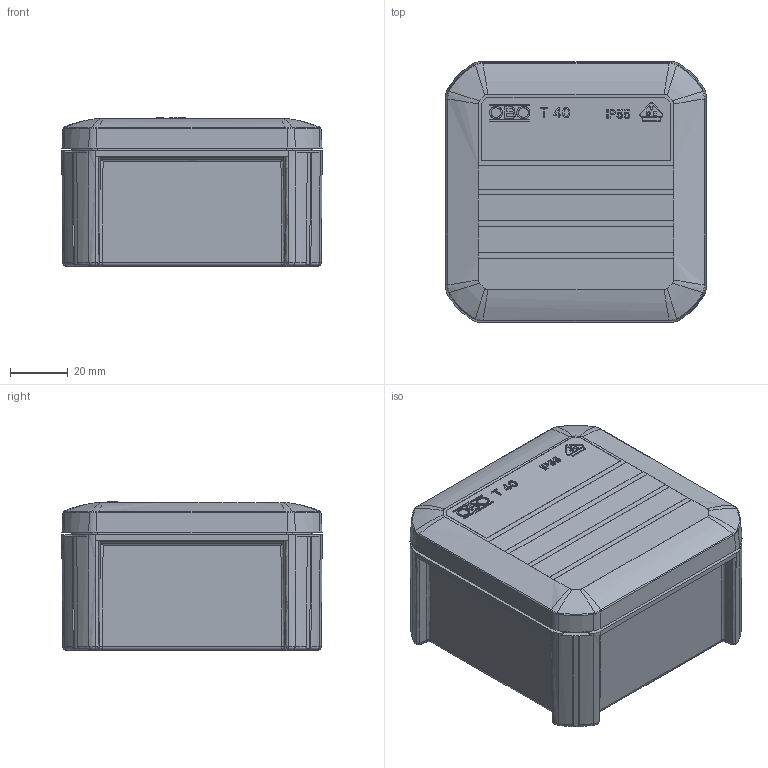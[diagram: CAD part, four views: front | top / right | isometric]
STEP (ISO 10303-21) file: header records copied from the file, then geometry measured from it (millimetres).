
FILE_DESCRIPTION(/* description */ (''),/* implementation_level */ '2;1');
FILE_NAME(/* name */ '2007223',/* time_stamp */ '2014-11-21T16:47:46+01:00',/* author */ (''),/* organization */ (''),/* preprocessor_version */ 'ST-DEVELOPER v15',/* originating_system */ '',/* authorisation */ '');
FILE_SCHEMA (('AUTOMOTIVE_DESIGN'));
Length unit declared in the file: millimetre
Products named in the file (2): Document; Block 01
Assembly tree (1 placements, depth 2):
  Document
    Block 01
Bounding box: 90.3 x 90.3 x 51.49 mm (x, y, z)
Volume: 71010.9 mm3; surface area: 69897.2 mm2
Topology: 2 solids, 2 shells, 1577 faces, 3896 edges, 2343 vertices
Faces by surface type: bspline 1020, plane 557
Entity records: 89995 total; most frequent: CARTESIAN_POINT 66979, ORIENTED_EDGE 7764, EDGE_CURVE 3882, B_SPLINE_CURVE_WITH_KNOTS 2370, VERTEX_POINT 2343, EDGE_LOOP 1611, ADVANCED_FACE 1577, FACE_OUTER_BOUND 1577
